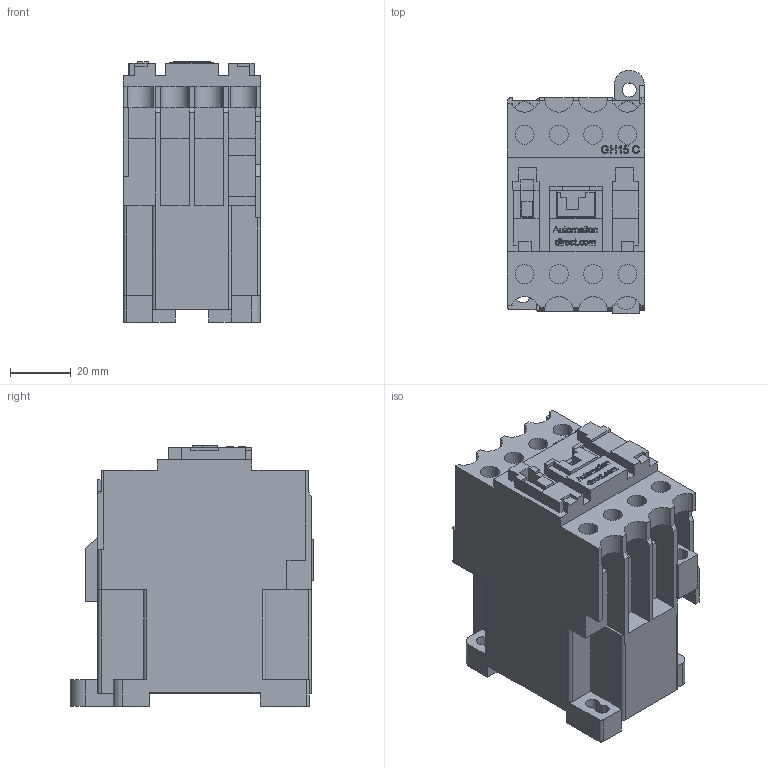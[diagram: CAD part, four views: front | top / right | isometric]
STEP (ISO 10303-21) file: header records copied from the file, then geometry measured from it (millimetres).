
FILE_DESCRIPTION (( 'STEP AP214' ), '1' );
FILE_NAME ('GH15CN-3-10A.STEP', '2011-01-21T18:13:27', ( '.ADC' ), ( 'ADC' ), 'SwSTEP 2.0', 'SolidWorks 2009', '' );
FILE_SCHEMA (( 'AUTOMOTIVE_DESIGN' ));
Length unit declared in the file: millimetre
Products named in the file (1): GH15CN-3-10A
Bounding box: 45 x 80 x 85.5 mm (x, y, z)
Volume: 196351.1 mm3; surface area: 35792.1 mm2
Topology: 1 solids, 1 shells, 661 faces, 1848 edges, 1228 vertices
Faces by surface type: plane 442, bspline 154, cylinder 65
Entity records: 36219 total; most frequent: CARTESIAN_POINT 12772, ORIENTED_EDGE 3696, DIRECTION 2696, EDGE_CURVE 1848, VECTOR 1400, LINE 1400, VERTEX_POINT 1228, EDGE_LOOP 726
